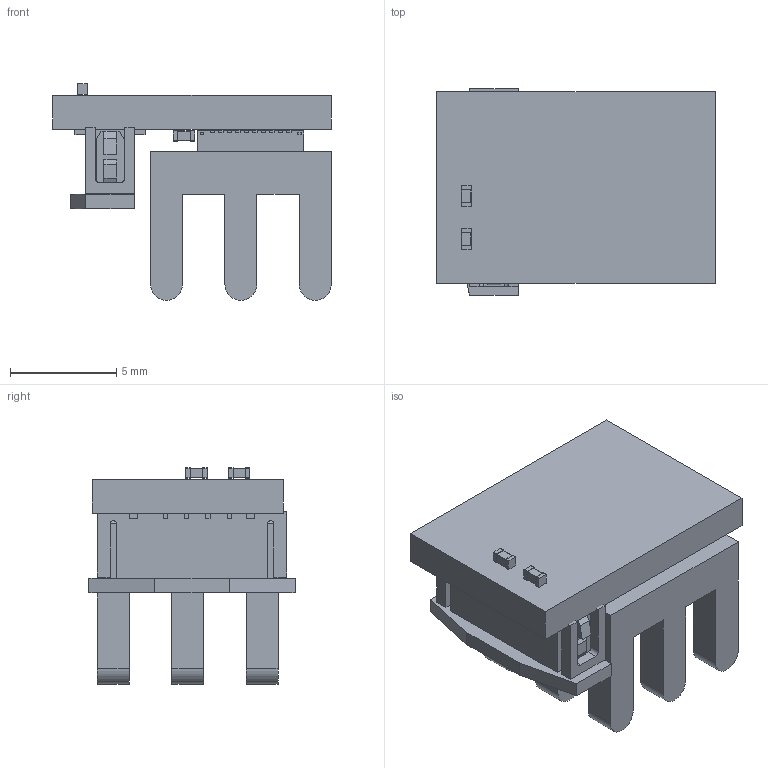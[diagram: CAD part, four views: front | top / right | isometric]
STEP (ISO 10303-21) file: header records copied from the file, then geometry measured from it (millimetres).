
FILE_DESCRIPTION(('KiCad electronic assembly'),'2;1');
FILE_NAME('LED Driver - 400_m spacing.step','2025-04-28T18:54:32',( 'Pcbnew'),('Kicad'),'Open CASCADE STEP processor 7.8', 'KiCad to STEP converter','Unknown');
FILE_SCHEMA(('AUTOMOTIVE_DESIGN { 1 0 10303 214 1 1 1 1 }'));
Length unit declared in the file: millimetre
Products named in the file (10): LED Driver - 400_m spacing 1; C_0402_1005Metric; v2016b; 0525590870; RKP0040B; RKP0040B_ASM; LED Driver - 400Âµm spacing_PCB
Assembly tree (11 placements, depth 3):
  LED Driver - 400_m spacing 1
    C_0402_1005Metric  x3
      C_0402_1005Metric
    v2016b
      v2016b
    0525590870
      0525590870
    RKP0040B
      RKP0040B_ASM
    LED Driver - 400Âµm spacing_PCB
Bounding box: 13.1 x 9.7 x 10.2 mm (x, y, z)
Volume: 529.1 mm3; surface area: 1149.8 mm2
Topology: 52 solids, 52 shells, 1045 faces, 2862 edges, 1900 vertices
Faces by surface type: plane 802, cylinder 243
Entity records: 31538 total; most frequent: CARTESIAN_POINT 5523, ORIENTED_EDGE 5436, DIRECTION 5158, EDGE_CURVE 2718, LINE 2280, VECTOR 2280, VERTEX_POINT 1804, AXIS2_PLACEMENT_3D 1439
